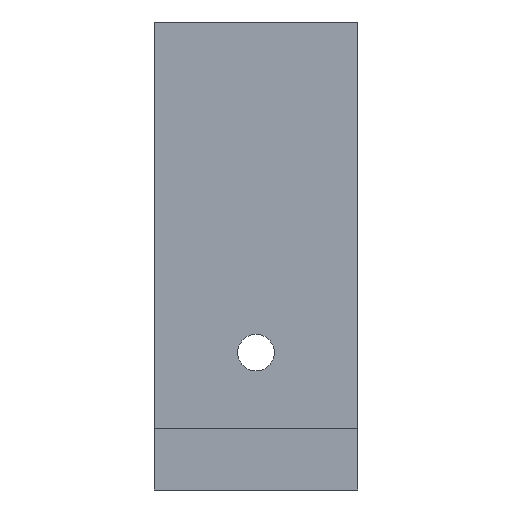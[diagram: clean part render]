
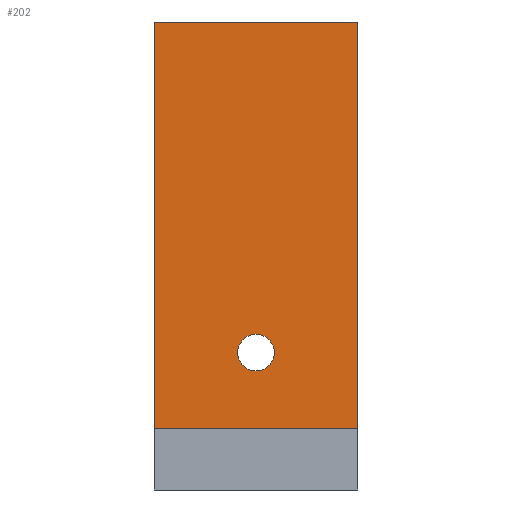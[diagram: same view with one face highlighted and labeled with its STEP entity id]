
A CAD part, left-side view. The second image highlights one B-rep face of the part: STEP entity #202.
In plain terms, the highlighted planar face has unit normal (-1, 0, 0).
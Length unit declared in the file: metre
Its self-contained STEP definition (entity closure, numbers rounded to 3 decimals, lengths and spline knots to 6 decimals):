
#14=CIRCLE('',#228,0.0018);
#36=ORIENTED_EDGE('',*,*,#84,.T.);
#37=ORIENTED_EDGE('',*,*,#85,.F.);
#38=ORIENTED_EDGE('',*,*,#86,.F.);
#39=ORIENTED_EDGE('',*,*,#87,.T.);
#40=ORIENTED_EDGE('',*,*,#82,.T.);
#82=EDGE_CURVE('',#105,#104,#125,.T.);
#84=EDGE_CURVE('',#106,#106,#14,.F.);
#85=EDGE_CURVE('',#107,#104,#127,.T.);
#86=EDGE_CURVE('',#108,#107,#128,.T.);
#87=EDGE_CURVE('',#108,#105,#129,.T.);
#104=VERTEX_POINT('',#318);
#105=VERTEX_POINT('',#320);
#106=VERTEX_POINT('',#324);
#107=VERTEX_POINT('',#326);
#108=VERTEX_POINT('',#328);
#125=LINE('',#319,#149);
#127=LINE('',#325,#151);
#128=LINE('',#327,#152);
#129=LINE('',#329,#153);
#149=VECTOR('',#262,1.);
#151=VECTOR('',#268,1.);
#152=VECTOR('',#269,1.);
#153=VECTOR('',#270,1.);
#165=EDGE_LOOP('',(#36));
#166=EDGE_LOOP('',(#37,#38,#39,#40));
#179=FACE_BOUND('',#165,.T.);
#180=FACE_BOUND('',#166,.T.);
#192=PLANE('',#227);
#202=ADVANCED_FACE('',(#179,#180),#192,.T.);
#227=AXIS2_PLACEMENT_3D('',#322,#264,#265);
#228=AXIS2_PLACEMENT_3D('',#323,#266,#267);
#262=DIRECTION('',(0.,1.,0.));
#264=DIRECTION('',(-1.,0.,0.));
#265=DIRECTION('',(0.,0.,1.));
#266=DIRECTION('',(-1.,0.,0.));
#267=DIRECTION('',(0.,0.,1.));
#268=DIRECTION('',(0.,0.,1.));
#269=DIRECTION('',(0.,1.,0.));
#270=DIRECTION('',(0.,0.,1.));
#318=CARTESIAN_POINT('',(0.,0.,0.046));
#319=CARTESIAN_POINT('',(0.,-0.02,0.046));
#320=CARTESIAN_POINT('',(0.,-0.02,0.046));
#322=CARTESIAN_POINT('',(0.,-0.02,0.026));
#323=CARTESIAN_POINT('',(0.,-0.01,0.0135));
#324=CARTESIAN_POINT('',(0.,-0.01,0.0153));
#325=CARTESIAN_POINT('',(0.,0.,0.026));
#326=CARTESIAN_POINT('',(0.,0.,0.006));
#327=CARTESIAN_POINT('',(0.,-0.02,0.006));
#328=CARTESIAN_POINT('',(0.,-0.02,0.006));
#329=CARTESIAN_POINT('',(0.,-0.02,0.026));
